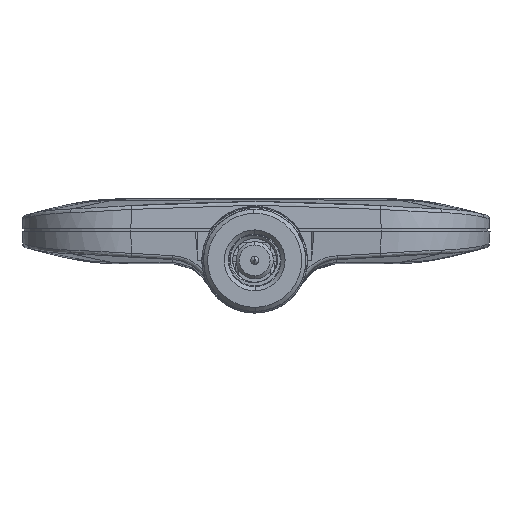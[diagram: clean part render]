
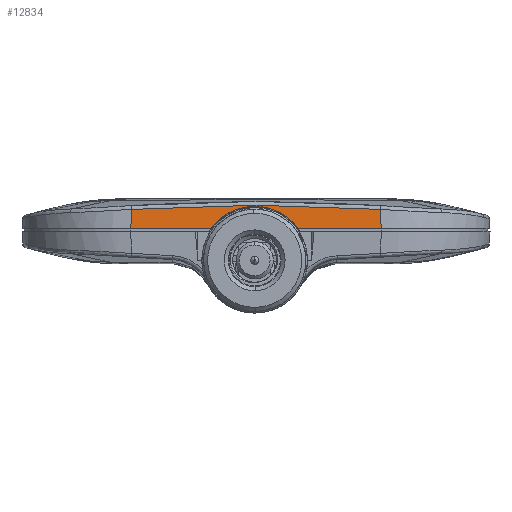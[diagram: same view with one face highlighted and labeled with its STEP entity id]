
A CAD part, front view. The second image highlights one B-rep face of the part: STEP entity #12834.
In plain terms, the highlighted planar face has unit normal (0, -0.999, 0.052).
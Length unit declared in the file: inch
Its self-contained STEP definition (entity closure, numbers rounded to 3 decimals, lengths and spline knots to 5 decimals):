
#142 = B_SPLINE_CURVE_WITH_KNOTS ( 'NONE', 3,
 ( #14874, #20669, #22573, #5376 ),
 .UNSPECIFIED., .F., .F.,
 ( 4, 4 ),
 ( 0., 1. ),
 .UNSPECIFIED. ) ;
#247 = VECTOR ( 'NONE', #19670, 39.37008 ) ;
#654 = EDGE_LOOP ( 'NONE', ( #13814, #20550, #22180, #14679, #7499, #13231, #8418 ) ) ;
#796 = CARTESIAN_POINT ( 'NONE',  ( -0.81065, -3.04656, 0.03151 ) ) ;
#987 = CARTESIAN_POINT ( 'NONE',  ( -1.21078, -3.04489, 0.06341 ) ) ;
#1195 = CARTESIAN_POINT ( 'NONE',  ( -0.28786, -3.04656, 0.03151 ) ) ;
#1242 = CARTESIAN_POINT ( 'NONE',  ( -1.02362, -3.04082, 0.14105 ) ) ;
#1616 = LINE ( 'NONE', #16231, #9461 ) ;
#1780 = VERTEX_POINT ( 'NONE', #19171 ) ;
#2852 = CARTESIAN_POINT ( 'NONE',  ( -1.13419, -3.04209, 0.11679 ) ) ;
#3250 = CARTESIAN_POINT ( 'NONE',  ( -1.09535, -3.04133, 0.13123 ) ) ;
#3504 = CARTESIAN_POINT ( 'NONE',  ( -1.10534, -3.04149, 0.12818 ) ) ;
#4292 = CARTESIAN_POINT ( 'NONE',  ( -1.23659, -3.04656, 0.03151 ) ) ;
#4869 = CARTESIAN_POINT ( 'NONE',  ( -0.83652, -3.04489, 0.06346 ) ) ;
#4892 = CARTESIAN_POINT ( 'NONE',  ( -1.17899, -3.04345, 0.09091 ) ) ;
#5344 = VERTEX_POINT ( 'NONE', #4292 ) ;
#5376 = CARTESIAN_POINT ( 'NONE',  ( -1.6199, -3.04159, 0.12644 ) ) ;
#5526 = EDGE_CURVE ( 'NONE', #1780, #18739, #22258, .T. ) ;
#6002 = LINE ( 'NONE', #16169, #247 ) ;
#6775 = CARTESIAN_POINT ( 'NONE',  ( -0.82261, -3.04568, 0.04824 ) ) ;
#7108 = VERTEX_POINT ( 'NONE', #17279 ) ;
#7207 = CARTESIAN_POINT ( 'NONE',  ( -1.02362, -3.04082, 0.14105 ) ) ;
#7293 = CARTESIAN_POINT ( 'NONE',  ( -1.00289, -3.04082, 0.14105 ) ) ;
#7499 = ORIENTED_EDGE ( 'NONE', *, *, #21397, .T. ) ;
#8062 = LINE ( 'NONE', #16202, #16793 ) ;
#8131 = CARTESIAN_POINT ( 'NONE',  ( -1.6199, -3.04159, 0.12644 ) ) ;
#8418 = ORIENTED_EDGE ( 'NONE', *, *, #5526, .T. ) ;
#9461 = VECTOR ( 'NONE', #14769, 39.37008 ) ;
#10316 = VERTEX_POINT ( 'NONE', #8131 ) ;
#10430 = CARTESIAN_POINT ( 'NONE',  ( -0.94169, -3.04146, 0.12876 ) ) ;
#10524 = CARTESIAN_POINT ( 'NONE',  ( -1.23659, -3.04656, 0.03151 ) ) ;
#10690 = CARTESIAN_POINT ( 'NONE',  ( -1.16181, -3.04284, 0.10254 ) ) ;
#11954 = EDGE_CURVE ( 'NONE', #7108, #12104, #6002, .T. ) ;
#12104 = VERTEX_POINT ( 'NONE', #18076 ) ;
#12338 = CARTESIAN_POINT ( 'NONE',  ( -0.89464, -3.04259, 0.1073 ) ) ;
#12834 = ADVANCED_FACE ( 'NONE', ( #18298 ), #18005, .T. ) ;
#13024 = CARTESIAN_POINT ( 'NONE',  ( -0.28786, -3.03956, 0.16518 ) ) ;
#13231 = ORIENTED_EDGE ( 'NONE', *, *, #14358, .T. ) ;
#13251 = B_SPLINE_CURVE_WITH_KNOTS ( 'NONE', 3,
 ( #10524, #14381, #987, #4892, #10690, #2852, #20828, #3504, #3250, #20594, #18667, #1242 ),
 .UNSPECIFIED., .F., .F.,
 ( 4, 2, 2, 2, 2, 4 ),
 ( 0., 0.125, 0.25, 0.3125, 0.375, 0.5 ),
 .UNSPECIFIED. ) ;
#13814 = ORIENTED_EDGE ( 'NONE', *, *, #24726, .T. ) ;
#14086 = DIRECTION ( 'NONE',  ( 1., 0., 0. ) ) ;
#14358 = EDGE_CURVE ( 'NONE', #5344, #1780, #13251, .T. ) ;
#14381 = CARTESIAN_POINT ( 'NONE',  ( -1.22464, -3.04568, 0.04823 ) ) ;
#14679 = ORIENTED_EDGE ( 'NONE', *, *, #22962, .T. ) ;
#14769 = DIRECTION ( 'NONE',  ( -0.052, -0.052, -0.997 ) ) ;
#14874 = CARTESIAN_POINT ( 'NONE',  ( -0.41438, -3.04159, 0.12644 ) ) ;
#14936 = CARTESIAN_POINT ( 'NONE',  ( -0.86859, -3.04347, 0.09039 ) ) ;
#16169 = CARTESIAN_POINT ( 'NONE',  ( -0.40941, -3.04656, 0.03151 ) ) ;
#16202 = CARTESIAN_POINT ( 'NONE',  ( -0.28786, -3.04656, 0.03151 ) ) ;
#16231 = CARTESIAN_POINT ( 'NONE',  ( -1.6199, -3.04159, 0.12644 ) ) ;
#16352 = AXIS2_PLACEMENT_3D ( 'NONE', #13024, #16986, #22580 ) ;
#16500 = VERTEX_POINT ( 'NONE', #23130 ) ;
#16793 = VECTOR ( 'NONE', #14086, 39.37008 ) ;
#16986 = DIRECTION ( 'NONE',  ( 0., -0.999, 0.052 ) ) ;
#17279 = CARTESIAN_POINT ( 'NONE',  ( -0.40941, -3.04656, 0.03151 ) ) ;
#18005 = PLANE ( 'NONE',  #16352 ) ;
#18076 = CARTESIAN_POINT ( 'NONE',  ( -0.41438, -3.04159, 0.12644 ) ) ;
#18298 = FACE_OUTER_BOUND ( 'NONE', #654, .T. ) ;
#18667 = CARTESIAN_POINT ( 'NONE',  ( -1.04436, -3.04082, 0.14104 ) ) ;
#18739 = VERTEX_POINT ( 'NONE', #21213 ) ;
#19171 = CARTESIAN_POINT ( 'NONE',  ( -1.02362, -3.04082, 0.14105 ) ) ;
#19670 = DIRECTION ( 'NONE',  ( -0.052, 0.052, 0.997 ) ) ;
#20158 = CARTESIAN_POINT ( 'NONE',  ( -0.86028, -3.04381, 0.08401 ) ) ;
#20464 = DIRECTION ( 'NONE',  ( 1., 0., 0. ) ) ;
#20550 = ORIENTED_EDGE ( 'NONE', *, *, #11954, .T. ) ;
#20594 = CARTESIAN_POINT ( 'NONE',  ( -1.06491, -3.04095, 0.13859 ) ) ;
#20669 = CARTESIAN_POINT ( 'NONE',  ( -0.81622, -3.04019, 0.15306 ) ) ;
#20828 = CARTESIAN_POINT ( 'NONE',  ( -1.12473, -3.04187, 0.12097 ) ) ;
#21213 = CARTESIAN_POINT ( 'NONE',  ( -0.81065, -3.04656, 0.03151 ) ) ;
#21397 = EDGE_CURVE ( 'NONE', #16500, #5344, #8062, .T. ) ;
#21909 = LINE ( 'NONE', #1195, #22503 ) ;
#22060 = CARTESIAN_POINT ( 'NONE',  ( -0.9824, -3.04095, 0.1386 ) ) ;
#22180 = ORIENTED_EDGE ( 'NONE', *, *, #22630, .T. ) ;
#22258 = B_SPLINE_CURVE_WITH_KNOTS ( 'NONE', 3,
 ( #7207, #7293, #22060, #10430, #23851, #12338, #23922, #14936, #20158, #4869, #6775, #796 ),
 .UNSPECIFIED., .F., .F.,
 ( 4, 2, 2, 2, 2, 4 ),
 ( 0.5, 0.625, 0.75, 0.8125, 0.875, 1. ),
 .UNSPECIFIED. ) ;
#22503 = VECTOR ( 'NONE', #20464, 39.37008 ) ;
#22573 = CARTESIAN_POINT ( 'NONE',  ( -1.21806, -3.04019, 0.15306 ) ) ;
#22580 = DIRECTION ( 'NONE',  ( 0., -0.052, -0.999 ) ) ;
#22630 = EDGE_CURVE ( 'NONE', #12104, #10316, #142, .T. ) ;
#22962 = EDGE_CURVE ( 'NONE', #10316, #16500, #1616, .T. ) ;
#23130 = CARTESIAN_POINT ( 'NONE',  ( -1.62488, -3.04656, 0.03151 ) ) ;
#23851 = CARTESIAN_POINT ( 'NONE',  ( -0.92226, -3.04184, 0.12153 ) ) ;
#23922 = CARTESIAN_POINT ( 'NONE',  ( -0.88575, -3.04287, 0.10202 ) ) ;
#24726 = EDGE_CURVE ( 'NONE', #18739, #7108, #21909, .T. ) ;
